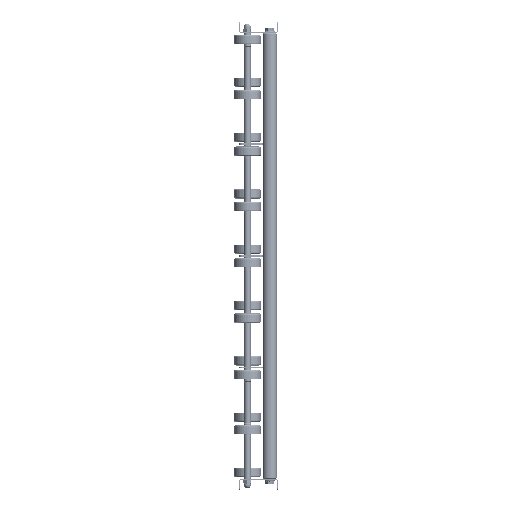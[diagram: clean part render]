
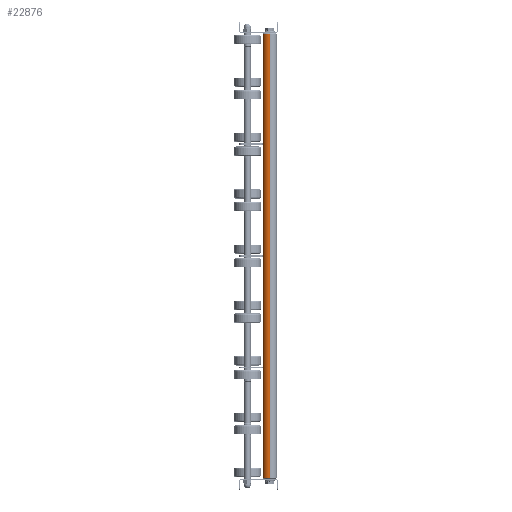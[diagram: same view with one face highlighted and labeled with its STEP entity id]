
A CAD part, left-side view. The second image highlights one B-rep face of the part: STEP entity #22876.
In plain terms, the highlighted cylindrical face has radius 12.5 mm (diameter 25 mm), a partial arc.
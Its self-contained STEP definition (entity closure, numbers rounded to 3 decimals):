
#2817 = CARTESIAN_POINT ( 'NONE',  ( 799., 0., -12.5 ) ) ;
#2950 = LINE ( 'NONE', #3553, #5332 ) ;
#3553 = CARTESIAN_POINT ( 'NONE',  ( 800., 0., 12.5 ) ) ;
#3636 = EDGE_CURVE ( 'NONE', #22015, #30760, #9750, .T. ) ;
#4343 = DIRECTION ( 'NONE',  ( -1., 0., 0. ) ) ;
#5332 = VECTOR ( 'NONE', #17622, 1000. ) ;
#5929 = VERTEX_POINT ( 'NONE', #12065 ) ;
#6425 = DIRECTION ( 'NONE',  ( 0., 0., -1. ) ) ;
#6567 = CARTESIAN_POINT ( 'NONE',  ( 1., 0., 12.5 ) ) ;
#7349 = AXIS2_PLACEMENT_3D ( 'NONE', #28386, #4343, #23227 ) ;
#7697 = EDGE_CURVE ( 'NONE', #5929, #28399, #29006, .T. ) ;
#8365 = CARTESIAN_POINT ( 'NONE',  ( 800., 0., -12.5 ) ) ;
#9750 = CIRCLE ( 'NONE', #12711, 12.5 ) ;
#9864 = DIRECTION ( 'NONE',  ( -1., 0., 0. ) ) ;
#10012 = AXIS2_PLACEMENT_3D ( 'NONE', #16238, #30646, #6425 ) ;
#12065 = CARTESIAN_POINT ( 'NONE',  ( 1., 0., -12.5 ) ) ;
#12711 = AXIS2_PLACEMENT_3D ( 'NONE', #19269, #9864, #23503 ) ;
#12740 = ORIENTED_EDGE ( 'NONE', *, *, #7697, .T. ) ;
#13478 = VECTOR ( 'NONE', #17591, 1000. ) ;
#13667 = FACE_OUTER_BOUND ( 'NONE', #23233, .T. ) ;
#14439 = CARTESIAN_POINT ( 'NONE',  ( 799., 0., 12.5 ) ) ;
#16238 = CARTESIAN_POINT ( 'NONE',  ( 1., 0., 0. ) ) ;
#17591 = DIRECTION ( 'NONE',  ( -1., 0., 0. ) ) ;
#17622 = DIRECTION ( 'NONE',  ( -1., 0., 0. ) ) ;
#18529 = ORIENTED_EDGE ( 'NONE', *, *, #26614, .T. ) ;
#19269 = CARTESIAN_POINT ( 'NONE',  ( 799., 0., 0. ) ) ;
#19769 = LINE ( 'NONE', #8365, #13478 ) ;
#21046 = CYLINDRICAL_SURFACE ( 'NONE', #7349, 12.5 ) ;
#22015 = VERTEX_POINT ( 'NONE', #14439 ) ;
#22876 = ADVANCED_FACE ( 'NONE', ( #13667 ), #21046, .T. ) ;
#23227 = DIRECTION ( 'NONE',  ( 0., 0., 1. ) ) ;
#23233 = EDGE_LOOP ( 'NONE', ( #27070, #18529, #12740, #24704 ) ) ;
#23503 = DIRECTION ( 'NONE',  ( 0., 0., -1. ) ) ;
#23738 = EDGE_CURVE ( 'NONE', #22015, #28399, #2950, .T. ) ;
#24704 = ORIENTED_EDGE ( 'NONE', *, *, #23738, .F. ) ;
#26614 = EDGE_CURVE ( 'NONE', #30760, #5929, #19769, .T. ) ;
#27070 = ORIENTED_EDGE ( 'NONE', *, *, #3636, .T. ) ;
#28386 = CARTESIAN_POINT ( 'NONE',  ( 800., 0., 0. ) ) ;
#28399 = VERTEX_POINT ( 'NONE', #6567 ) ;
#29006 = CIRCLE ( 'NONE', #10012, 12.5 ) ;
#30646 = DIRECTION ( 'NONE',  ( 1., 0., 0. ) ) ;
#30760 = VERTEX_POINT ( 'NONE', #2817 ) ;
